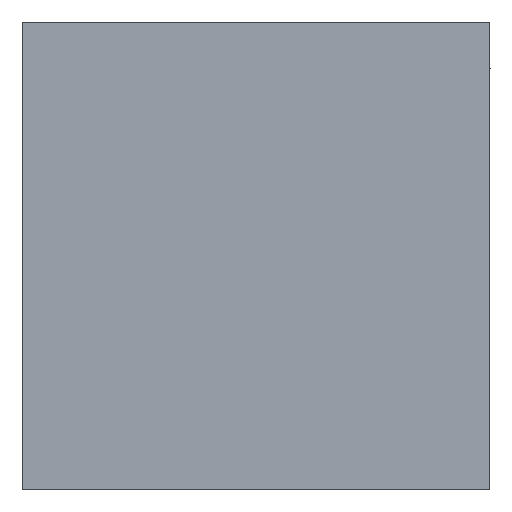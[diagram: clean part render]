
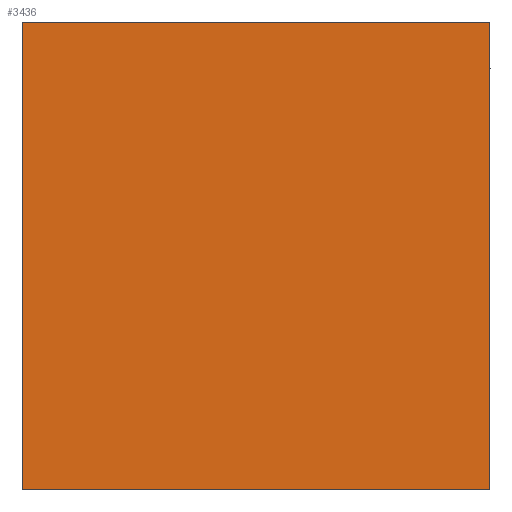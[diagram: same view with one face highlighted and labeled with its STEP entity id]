
A CAD part, front view. The second image highlights one B-rep face of the part: STEP entity #3436.
In plain terms, the highlighted planar face has unit normal (0, -1, 0).
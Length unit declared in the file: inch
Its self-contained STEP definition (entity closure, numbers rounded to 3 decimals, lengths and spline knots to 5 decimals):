
#73 = ORIENTED_EDGE ( 'NONE', *, *, #3707, .F. ) ;
#391 = VECTOR ( 'NONE', #3130, 39.37008 ) ;
#425 = DIRECTION ( 'NONE',  ( 0., 0., -1. ) ) ;
#514 = DIRECTION ( 'NONE',  ( 1., 0., 0. ) ) ;
#632 = CARTESIAN_POINT ( 'NONE',  ( 0.35433, 0., -0.35433 ) ) ;
#736 = CARTESIAN_POINT ( 'NONE',  ( 0., 0., 0. ) ) ;
#837 = CARTESIAN_POINT ( 'NONE',  ( -0.35433, 0., -0.35433 ) ) ;
#1102 = CARTESIAN_POINT ( 'NONE',  ( -0.35433, 0., 0.35433 ) ) ;
#1221 = LINE ( 'NONE', #837, #3366 ) ;
#1317 = CARTESIAN_POINT ( 'NONE',  ( -0.35433, 0., -0.35433 ) ) ;
#1407 = CARTESIAN_POINT ( 'NONE',  ( 0.35433, 0., -0.35433 ) ) ;
#1613 = CARTESIAN_POINT ( 'NONE',  ( 0.35433, 0., 0.35433 ) ) ;
#1725 = LINE ( 'NONE', #632, #2030 ) ;
#2000 = EDGE_CURVE ( 'NONE', #3789, #4131, #1221, .T. ) ;
#2030 = VECTOR ( 'NONE', #425, 39.37008 ) ;
#2058 = CARTESIAN_POINT ( 'NONE',  ( -0.35433, 0., 0.35433 ) ) ;
#2135 = DIRECTION ( 'NONE',  ( -1., 0., 0. ) ) ;
#2263 = EDGE_CURVE ( 'NONE', #4131, #4141, #3149, .T. ) ;
#2288 = FACE_OUTER_BOUND ( 'NONE', #2651, .T. ) ;
#2340 = EDGE_CURVE ( 'NONE', #4141, #3959, #3419, .T. ) ;
#2347 = PLANE ( 'NONE',  #3119 ) ;
#2651 = EDGE_LOOP ( 'NONE', ( #73, #2763, #2929, #3595 ) ) ;
#2763 = ORIENTED_EDGE ( 'NONE', *, *, #2340, .F. ) ;
#2929 = ORIENTED_EDGE ( 'NONE', *, *, #2263, .F. ) ;
#3037 = VECTOR ( 'NONE', #514, 39.37008 ) ;
#3119 = AXIS2_PLACEMENT_3D ( 'NONE', #736, #3739, #3344 ) ;
#3130 = DIRECTION ( 'NONE',  ( 0., 0., 1. ) ) ;
#3149 = LINE ( 'NONE', #3468, #391 ) ;
#3344 = DIRECTION ( 'NONE',  ( 0., 0., 1. ) ) ;
#3366 = VECTOR ( 'NONE', #2135, 39.37008 ) ;
#3419 = LINE ( 'NONE', #1102, #3037 ) ;
#3436 = ADVANCED_FACE ( 'NONE', ( #2288 ), #2347, .F. ) ;
#3468 = CARTESIAN_POINT ( 'NONE',  ( -0.35433, 0., -0.35433 ) ) ;
#3595 = ORIENTED_EDGE ( 'NONE', *, *, #2000, .F. ) ;
#3707 = EDGE_CURVE ( 'NONE', #3959, #3789, #1725, .T. ) ;
#3739 = DIRECTION ( 'NONE',  ( 0., 1., 0. ) ) ;
#3789 = VERTEX_POINT ( 'NONE', #1407 ) ;
#3959 = VERTEX_POINT ( 'NONE', #1613 ) ;
#4131 = VERTEX_POINT ( 'NONE', #1317 ) ;
#4141 = VERTEX_POINT ( 'NONE', #2058 ) ;
